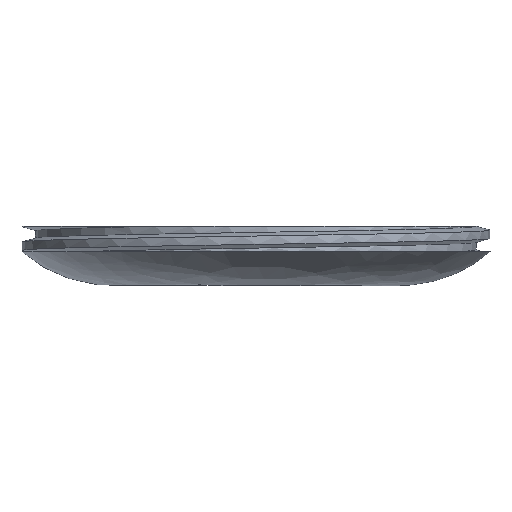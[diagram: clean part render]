
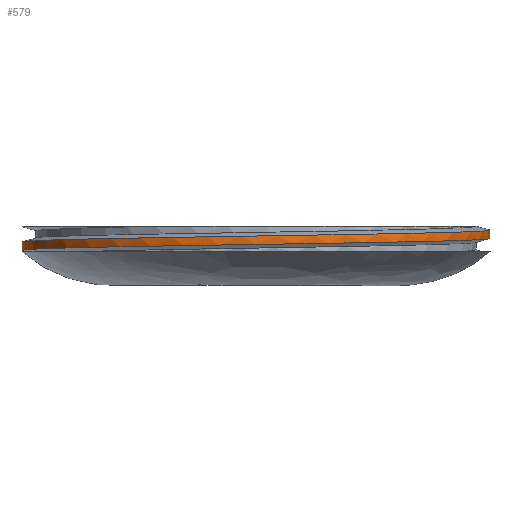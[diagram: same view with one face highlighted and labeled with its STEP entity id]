
A CAD part, front view. The second image highlights one B-rep face of the part: STEP entity #579.
In plain terms, the highlighted cylindrical face has radius 39.925 mm (diameter 79.85 mm), a full revolution.
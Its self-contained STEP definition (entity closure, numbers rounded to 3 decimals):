
#44=CIRCLE('',#629,39.925);
#60=FACE_OUTER_BOUND('',#95,.T.);
#95=EDGE_LOOP('',(#379,#380,#381,#382,#383));
#134=B_SPLINE_CURVE_WITH_KNOTS('',3,(#787,#788,#789,#790,#791,#792,#793,
#794,#795,#796,#797,#798,#799,#800,#801,#802,#803,#804,#805,#806,#807,#808,
#809,#810,#811,#812,#813,#814),.UNSPECIFIED.,.F.,.F.,(4,3,3,3,3,3,3,3,3,
4),(-7.82,-7.331,-6.842,-6.353,
-5.865,-5.376,-4.887,-4.398,
-3.91,-3.666),.UNSPECIFIED.);
#135=B_SPLINE_CURVE_WITH_KNOTS('',3,(#815,#816,#817,#818,#819,#820,#821,
#822,#823,#824,#825,#826,#827,#828,#829,#830,#831,#832,#833,#834,#835,#836,
#837,#838,#839,#840,#841,#842,#843,#844,#845,#846,#847,#848,#849,#850,#851,
#852,#853,#854,#855,#856,#857),.UNSPECIFIED.,.F.,.F.,(4,3,3,3,3,3,3,3,3,
3,3,3,3,3,4),(0.441,0.489,0.977,1.466,
1.955,2.444,2.932,3.421,3.91,
4.398,4.887,5.376,5.865,6.353,
6.724),.UNSPECIFIED.);
#202=LINE('',#736,#209);
#203=LINE('',#784,#210);
#209=VECTOR('',#663,41.);
#210=VECTOR('',#666,41.);
#216=VERTEX_POINT('',#734);
#217=VERTEX_POINT('',#735);
#220=VERTEX_POINT('',#782);
#221=VERTEX_POINT('',#783);
#222=VERTEX_POINT('',#785);
#279=EDGE_CURVE('',#216,#217,#202,.T.);
#283=EDGE_CURVE('',#220,#221,#203,.T.);
#284=EDGE_CURVE('',#222,#220,#44,.F.);
#285=EDGE_CURVE('',#222,#216,#134,.T.);
#286=EDGE_CURVE('',#217,#221,#135,.T.);
#379=ORIENTED_EDGE('',*,*,#283,.F.);
#380=ORIENTED_EDGE('',*,*,#284,.F.);
#381=ORIENTED_EDGE('',*,*,#285,.T.);
#382=ORIENTED_EDGE('',*,*,#279,.T.);
#383=ORIENTED_EDGE('',*,*,#286,.T.);
#568=CYLINDRICAL_SURFACE('',#628,39.925);
#579=ADVANCED_FACE('',(#60),#568,.T.);
#628=AXIS2_PLACEMENT_3D('',#781,#664,#665);
#629=AXIS2_PLACEMENT_3D('',#786,#667,#668);
#663=DIRECTION('',(0.,0.,-1.));
#664=DIRECTION('center_axis',(0.,0.,1.));
#665=DIRECTION('ref_axis',(1.,0.,0.));
#666=DIRECTION('',(0.,0.,-1.));
#667=DIRECTION('center_axis',(0.,0.,-1.));
#668=DIRECTION('ref_axis',(1.,0.,0.));
#734=CARTESIAN_POINT('',(-39.922,0.,86.456));
#735=CARTESIAN_POINT('',(-39.927,-0.001,85.017));
#736=CARTESIAN_POINT('',(-39.925,0.,87.4));
#781=CARTESIAN_POINT('Origin',(0.,0.,87.4));
#782=CARTESIAN_POINT('',(-39.925,0.,89.1));
#783=CARTESIAN_POINT('',(-39.925,-0.001,89.017));
#784=CARTESIAN_POINT('',(-39.925,0.,87.4));
#785=CARTESIAN_POINT('',(21.155,33.859,89.1));
#786=CARTESIAN_POINT('Origin',(0.,0.,89.1));
#787=CARTESIAN_POINT('Ctrl Pts',(21.155,33.859,89.1));
#788=CARTESIAN_POINT('Ctrl Pts',(26.671,30.413,88.996));
#789=CARTESIAN_POINT('Ctrl Pts',(31.327,25.595,88.893));
#790=CARTESIAN_POINT('Ctrl Pts',(34.578,19.964,88.789));
#791=CARTESIAN_POINT('Ctrl Pts',(37.829,14.334,88.685));
#792=CARTESIAN_POINT('Ctrl Pts',(39.677,7.891,88.581));
#793=CARTESIAN_POINT('Ctrl Pts',(39.904,1.393,88.478));
#794=CARTESIAN_POINT('Ctrl Pts',(40.131,-5.106,88.374));
#795=CARTESIAN_POINT('Ctrl Pts',(38.737,-11.66,88.27));
#796=CARTESIAN_POINT('Ctrl Pts',(35.887,-17.505,88.167));
#797=CARTESIAN_POINT('Ctrl Pts',(33.036,-23.349,88.063));
#798=CARTESIAN_POINT('Ctrl Pts',(28.728,-28.482,87.959));
#799=CARTESIAN_POINT('Ctrl Pts',(23.467,-32.304,87.855));
#800=CARTESIAN_POINT('Ctrl Pts',(18.206,-36.126,87.752));
#801=CARTESIAN_POINT('Ctrl Pts',(11.992,-38.636,87.648));
#802=CARTESIAN_POINT('Ctrl Pts',(5.553,-39.54,87.544));
#803=CARTESIAN_POINT('Ctrl Pts',(-0.886,-40.444,87.441));
#804=CARTESIAN_POINT('Ctrl Pts',(-7.551,-39.743,87.337));
#805=CARTESIAN_POINT('Ctrl Pts',(-13.661,-37.519,87.233));
#806=CARTESIAN_POINT('Ctrl Pts',(-19.771,-35.294,87.13));
#807=CARTESIAN_POINT('Ctrl Pts',(-25.326,-31.546,87.026));
#808=CARTESIAN_POINT('Ctrl Pts',(-29.677,-26.713,86.922));
#809=CARTESIAN_POINT('Ctrl Pts',(-34.027,-21.88,86.818));
#810=CARTESIAN_POINT('Ctrl Pts',(-37.172,-15.962,86.715));
#811=CARTESIAN_POINT('Ctrl Pts',(-38.744,-9.652,86.611));
#812=CARTESIAN_POINT('Ctrl Pts',(-39.529,-6.5,86.559));
#813=CARTESIAN_POINT('Ctrl Pts',(-39.922,-3.25,86.507));
#814=CARTESIAN_POINT('Ctrl Pts',(-39.922,0.,
86.456));
#815=CARTESIAN_POINT('Ctrl Pts',(-39.927,-0.001,
85.017));
#816=CARTESIAN_POINT('Ctrl Pts',(-39.927,-0.637,85.027));
#817=CARTESIAN_POINT('Ctrl Pts',(-39.912,-1.274,85.037));
#818=CARTESIAN_POINT('Ctrl Pts',(-39.882,-1.909,85.047));
#819=CARTESIAN_POINT('Ctrl Pts',(-39.571,-8.404,85.151));
#820=CARTESIAN_POINT('Ctrl Pts',(-37.641,-14.822,85.255));
#821=CARTESIAN_POINT('Ctrl Pts',(-34.317,-20.411,85.358));
#822=CARTESIAN_POINT('Ctrl Pts',(-30.993,-26.,85.462));
#823=CARTESIAN_POINT('Ctrl Pts',(-26.276,-30.759,85.566));
#824=CARTESIAN_POINT('Ctrl Pts',(-20.717,-34.133,85.67));
#825=CARTESIAN_POINT('Ctrl Pts',(-15.159,-37.507,85.773));
#826=CARTESIAN_POINT('Ctrl Pts',(-8.759,-39.495,85.877));
#827=CARTESIAN_POINT('Ctrl Pts',(-2.267,-39.864,85.981));
#828=CARTESIAN_POINT('Ctrl Pts',(4.225,-40.233,86.084));
#829=CARTESIAN_POINT('Ctrl Pts',(10.809,-38.983,86.188));
#830=CARTESIAN_POINT('Ctrl Pts',(16.715,-36.261,86.292));
#831=CARTESIAN_POINT('Ctrl Pts',(22.62,-33.539,86.396));
#832=CARTESIAN_POINT('Ctrl Pts',(27.847,-29.345,86.499));
#833=CARTESIAN_POINT('Ctrl Pts',(31.783,-24.169,86.603));
#834=CARTESIAN_POINT('Ctrl Pts',(35.719,-18.993,86.707));
#835=CARTESIAN_POINT('Ctrl Pts',(38.364,-12.836,86.81));
#836=CARTESIAN_POINT('Ctrl Pts',(39.409,-6.418,86.914));
#837=CARTESIAN_POINT('Ctrl Pts',(40.454,0.,
87.018));
#838=CARTESIAN_POINT('Ctrl Pts',(39.899,6.679,87.122));
#839=CARTESIAN_POINT('Ctrl Pts',(37.809,12.836,87.225));
#840=CARTESIAN_POINT('Ctrl Pts',(35.718,18.993,87.329));
#841=CARTESIAN_POINT('Ctrl Pts',(32.093,24.629,87.433));
#842=CARTESIAN_POINT('Ctrl Pts',(27.356,29.084,87.536));
#843=CARTESIAN_POINT('Ctrl Pts',(22.62,33.54,87.64));
#844=CARTESIAN_POINT('Ctrl Pts',(16.772,36.814,87.744));
#845=CARTESIAN_POINT('Ctrl Pts',(10.499,38.523,87.847));
#846=CARTESIAN_POINT('Ctrl Pts',(4.225,40.233,87.951));
#847=CARTESIAN_POINT('Ctrl Pts',(-2.475,40.378,88.055));
#848=CARTESIAN_POINT('Ctrl Pts',(-8.817,38.943,88.159));
#849=CARTESIAN_POINT('Ctrl Pts',(-15.159,37.507,88.262));
#850=CARTESIAN_POINT('Ctrl Pts',(-21.143,34.49,88.366));
#851=CARTESIAN_POINT('Ctrl Pts',(-26.068,30.244,88.47));
#852=CARTESIAN_POINT('Ctrl Pts',(-30.994,25.999,88.573));
#853=CARTESIAN_POINT('Ctrl Pts',(-34.86,20.525,88.677));
#854=CARTESIAN_POINT('Ctrl Pts',(-37.216,14.465,88.781));
#855=CARTESIAN_POINT('Ctrl Pts',(-39.003,9.867,88.86));
#856=CARTESIAN_POINT('Ctrl Pts',(-39.92,4.933,88.938));
#857=CARTESIAN_POINT('Ctrl Pts',(-39.925,-0.001,
89.017));
